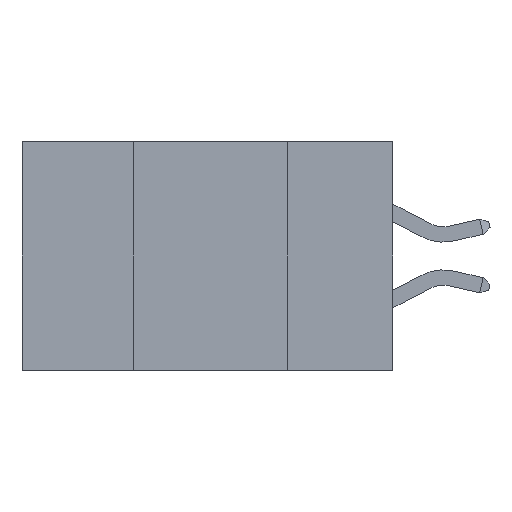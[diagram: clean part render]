
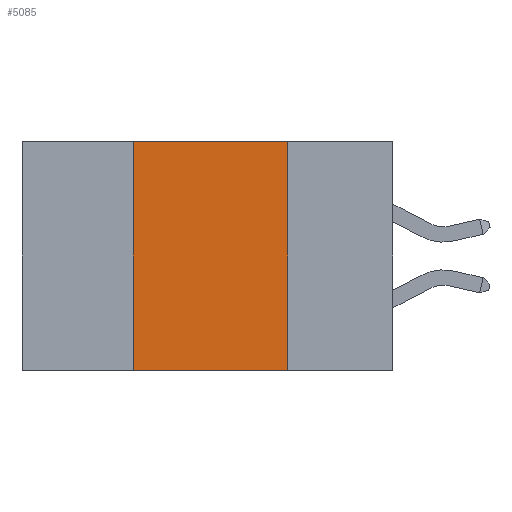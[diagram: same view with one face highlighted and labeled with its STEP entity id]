
A CAD part, left-side view. The second image highlights one B-rep face of the part: STEP entity #5085.
In plain terms, the highlighted planar face has unit normal (-1, 0, 0).
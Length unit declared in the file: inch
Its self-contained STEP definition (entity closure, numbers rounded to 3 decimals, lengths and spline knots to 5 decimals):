
#36 = CARTESIAN_POINT ( 'NONE',  ( 0., 0.42, 0. ) ) ;
#65 = DIRECTION ( 'NONE',  ( 0., 0., -1. ) ) ;
#239 = VERTEX_POINT ( 'NONE', #5973 ) ;
#262 = VECTOR ( 'NONE', #19108, 39.37008 ) ;
#1703 = CARTESIAN_POINT ( 'NONE',  ( 0., 0.17, -0.37 ) ) ;
#2336 = CARTESIAN_POINT ( 'NONE',  ( 0., 0.17, 0. ) ) ;
#3737 = VERTEX_POINT ( 'NONE', #11035 ) ;
#3934 = LINE ( 'NONE', #5390, #262 ) ;
#5085 = ADVANCED_FACE ( 'NONE', ( #15313 ), #17019, .F. ) ;
#5190 = CARTESIAN_POINT ( 'NONE',  ( 0., 0.6, 0. ) ) ;
#5390 = CARTESIAN_POINT ( 'NONE',  ( 0., 0.6, 0. ) ) ;
#5973 = CARTESIAN_POINT ( 'NONE',  ( 0., 0.42, 0. ) ) ;
#6506 = EDGE_LOOP ( 'NONE', ( #7090, #6839, #21941, #8410 ) ) ;
#6839 = ORIENTED_EDGE ( 'NONE', *, *, #11510, .F. ) ;
#7090 = ORIENTED_EDGE ( 'NONE', *, *, #19574, .F. ) ;
#8410 = ORIENTED_EDGE ( 'NONE', *, *, #15858, .T. ) ;
#8527 = DIRECTION ( 'NONE',  ( 1., 0., 0. ) ) ;
#10068 = LINE ( 'NONE', #13292, #20741 ) ;
#11035 = CARTESIAN_POINT ( 'NONE',  ( 0., 0.42, -0.37 ) ) ;
#11510 = EDGE_CURVE ( 'NONE', #239, #21155, #3934, .T. ) ;
#12008 = AXIS2_PLACEMENT_3D ( 'NONE', #5190, #8527, #65 ) ;
#12047 = DIRECTION ( 'NONE',  ( 0., 0., 1. ) ) ;
#13292 = CARTESIAN_POINT ( 'NONE',  ( 0., 0.17, 0. ) ) ;
#14013 = VECTOR ( 'NONE', #21096, 39.37008 ) ;
#14261 = LINE ( 'NONE', #19203, #14013 ) ;
#14601 = EDGE_CURVE ( 'NONE', #3737, #239, #20563, .T. ) ;
#14861 = VECTOR ( 'NONE', #12047, 39.37008 ) ;
#15313 = FACE_OUTER_BOUND ( 'NONE', #6506, .T. ) ;
#15858 = EDGE_CURVE ( 'NONE', #3737, #20085, #14261, .T. ) ;
#17019 = PLANE ( 'NONE',  #12008 ) ;
#19108 = DIRECTION ( 'NONE',  ( 0., -1., 0. ) ) ;
#19203 = CARTESIAN_POINT ( 'NONE',  ( 0., 0.6, -0.37 ) ) ;
#19574 = EDGE_CURVE ( 'NONE', #21155, #20085, #10068, .T. ) ;
#20085 = VERTEX_POINT ( 'NONE', #1703 ) ;
#20125 = DIRECTION ( 'NONE',  ( 0., 0., -1. ) ) ;
#20563 = LINE ( 'NONE', #36, #14861 ) ;
#20741 = VECTOR ( 'NONE', #20125, 39.37008 ) ;
#21096 = DIRECTION ( 'NONE',  ( 0., -1., 0. ) ) ;
#21155 = VERTEX_POINT ( 'NONE', #2336 ) ;
#21941 = ORIENTED_EDGE ( 'NONE', *, *, #14601, .F. ) ;
